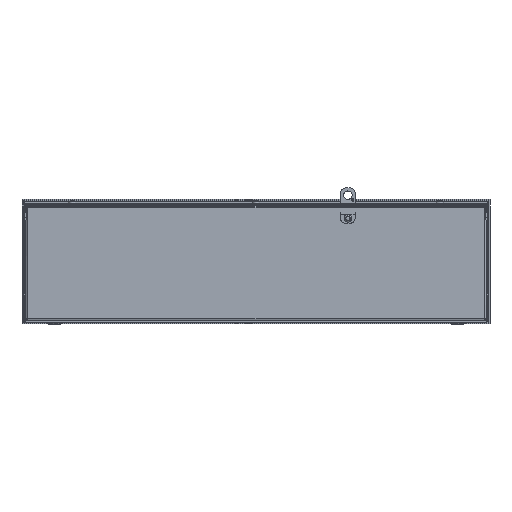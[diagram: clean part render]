
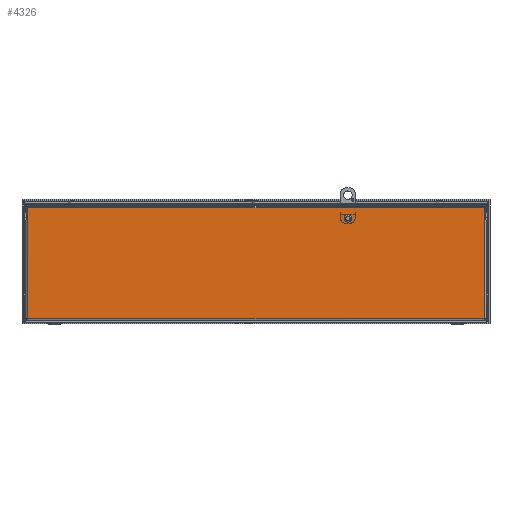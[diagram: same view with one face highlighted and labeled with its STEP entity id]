
A CAD part, front view. The second image highlights one B-rep face of the part: STEP entity #4326.
In plain terms, the highlighted planar face has unit normal (0, -1, 0).
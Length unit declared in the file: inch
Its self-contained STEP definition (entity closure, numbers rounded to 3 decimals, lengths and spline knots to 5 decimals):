
#11 = DIRECTION ( 'NONE',  ( 0., 1., 0. ) ) ;
#239 = EDGE_CURVE ( 'NONE', #9208, #9208, #1861, .T. ) ;
#586 = VERTEX_POINT ( 'NONE', #18494 ) ;
#1155 = CARTESIAN_POINT ( 'NONE',  ( 11.87913, -12., -0.35575 ) ) ;
#1861 = CIRCLE ( 'NONE', #15529, 0.1005 ) ;
#1977 = CARTESIAN_POINT ( 'NONE',  ( -5.93956, -12., -1.80313 ) ) ;
#2568 = EDGE_CURVE ( 'NONE', #6683, #19320, #12118, .T. ) ;
#2584 = CARTESIAN_POINT ( 'NONE',  ( -11.875, -12., 3.98637 ) ) ;
#2622 = VECTOR ( 'NONE', #19918, 39.37008 ) ;
#2635 = CARTESIAN_POINT ( 'NONE',  ( 11.875, -12., 2.28009 ) ) ;
#2792 = FACE_BOUND ( 'NONE', #5495, .T. ) ;
#3143 = LINE ( 'NONE', #3744, #17750 ) ;
#3283 = CARTESIAN_POINT ( 'NONE',  ( 11.875, -12., 3.98637 ) ) ;
#3351 = VECTOR ( 'NONE', #13901, 39.37008 ) ;
#3426 = ORIENTED_EDGE ( 'NONE', *, *, #8116, .T. ) ;
#3595 = DIRECTION ( 'NONE',  ( -0.5, 0., -0.866 ) ) ;
#3693 = DIRECTION ( 'NONE',  ( 1., 0., 0. ) ) ;
#3744 = CARTESIAN_POINT ( 'NONE',  ( 10.95994, -12., 5.0535 ) ) ;
#3756 = CARTESIAN_POINT ( 'NONE',  ( 4.78125, -12., 3.42387 ) ) ;
#4326 = ADVANCED_FACE ( 'NONE', ( #15762, #2792 ), #16882, .F. ) ;
#4485 = LINE ( 'NONE', #12096, #15302 ) ;
#4953 = ORIENTED_EDGE ( 'NONE', *, *, #11073, .T. ) ;
#4982 = CARTESIAN_POINT ( 'NONE',  ( 4.88175, -12., 3.42387 ) ) ;
#5495 = EDGE_LOOP ( 'NONE', ( #8043 ) ) ;
#6102 = LINE ( 'NONE', #2635, #2622 ) ;
#6501 = DIRECTION ( 'NONE',  ( 1., 0., 0. ) ) ;
#6591 = LINE ( 'NONE', #6862, #15519 ) ;
#6683 = VERTEX_POINT ( 'NONE', #3283 ) ;
#6862 = CARTESIAN_POINT ( 'NONE',  ( -11.875, -12., 2.59162 ) ) ;
#7152 = CARTESIAN_POINT ( 'NONE',  ( 11.87913, -12., -1.80313 ) ) ;
#7764 = VECTOR ( 'NONE', #3693, 39.37008 ) ;
#7928 = DIRECTION ( 'NONE',  ( 0., 0., 1. ) ) ;
#8043 = ORIENTED_EDGE ( 'NONE', *, *, #239, .T. ) ;
#8116 = EDGE_CURVE ( 'NONE', #15702, #17736, #15590, .T. ) ;
#8277 = CARTESIAN_POINT ( 'NONE',  ( -11.87913, -12., 3.46142 ) ) ;
#8450 = DIRECTION ( 'NONE',  ( 0., 1., 0. ) ) ;
#9208 = VERTEX_POINT ( 'NONE', #4982 ) ;
#9986 = CARTESIAN_POINT ( 'NONE',  ( 0., -12., 1.09162 ) ) ;
#10174 = DIRECTION ( 'NONE',  ( 0., 0., -1. ) ) ;
#10528 = EDGE_LOOP ( 'NONE', ( #16170, #19509, #16347, #21858, #4953, #3426, #19244, #19754 ) ) ;
#10634 = VERTEX_POINT ( 'NONE', #8277 ) ;
#11073 = EDGE_CURVE ( 'NONE', #586, #15702, #11796, .T. ) ;
#11301 = EDGE_CURVE ( 'NONE', #12219, #6683, #6102, .T. ) ;
#11796 = LINE ( 'NONE', #1977, #7764 ) ;
#11980 = LINE ( 'NONE', #17252, #3351 ) ;
#12096 = CARTESIAN_POINT ( 'NONE',  ( -10.90525, -12., 5.14822 ) ) ;
#12118 = LINE ( 'NONE', #12311, #21313 ) ;
#12219 = VERTEX_POINT ( 'NONE', #14431 ) ;
#12311 = CARTESIAN_POINT ( 'NONE',  ( 5.9375, -12., 3.98637 ) ) ;
#13901 = DIRECTION ( 'NONE',  ( 0., 0., -1. ) ) ;
#14431 = CARTESIAN_POINT ( 'NONE',  ( 11.875, -12., 3.46856 ) ) ;
#14502 = CARTESIAN_POINT ( 'NONE',  ( -11.875, -12., 3.46856 ) ) ;
#15302 = VECTOR ( 'NONE', #3595, 39.37008 ) ;
#15365 = EDGE_CURVE ( 'NONE', #19266, #10634, #4485, .T. ) ;
#15519 = VECTOR ( 'NONE', #10174, 39.37008 ) ;
#15529 = AXIS2_PLACEMENT_3D ( 'NONE', #3756, #11, #15841 ) ;
#15578 = DIRECTION ( 'NONE',  ( -1., 0., 0. ) ) ;
#15590 = LINE ( 'NONE', #1155, #19965 ) ;
#15702 = VERTEX_POINT ( 'NONE', #7152 ) ;
#15762 = FACE_OUTER_BOUND ( 'NONE', #10528, .T. ) ;
#15841 = DIRECTION ( 'NONE',  ( 1., 0., 0. ) ) ;
#16170 = ORIENTED_EDGE ( 'NONE', *, *, #2568, .T. ) ;
#16347 = ORIENTED_EDGE ( 'NONE', *, *, #15365, .T. ) ;
#16395 = CARTESIAN_POINT ( 'NONE',  ( 11.87913, -12., 3.46142 ) ) ;
#16882 = PLANE ( 'NONE',  #19403 ) ;
#17252 = CARTESIAN_POINT ( 'NONE',  ( -11.87913, -12., 2.27652 ) ) ;
#17736 = VERTEX_POINT ( 'NONE', #16395 ) ;
#17750 = VECTOR ( 'NONE', #20704, 39.37008 ) ;
#18494 = CARTESIAN_POINT ( 'NONE',  ( -11.87913, -12., -1.80313 ) ) ;
#19244 = ORIENTED_EDGE ( 'NONE', *, *, #21227, .T. ) ;
#19266 = VERTEX_POINT ( 'NONE', #14502 ) ;
#19320 = VERTEX_POINT ( 'NONE', #2584 ) ;
#19403 = AXIS2_PLACEMENT_3D ( 'NONE', #9986, #8450, #6501 ) ;
#19509 = ORIENTED_EDGE ( 'NONE', *, *, #19562, .T. ) ;
#19562 = EDGE_CURVE ( 'NONE', #19320, #19266, #6591, .T. ) ;
#19754 = ORIENTED_EDGE ( 'NONE', *, *, #11301, .T. ) ;
#19918 = DIRECTION ( 'NONE',  ( 0., 0., 1. ) ) ;
#19965 = VECTOR ( 'NONE', #7928, 39.37008 ) ;
#20704 = DIRECTION ( 'NONE',  ( -0.5, 0., 0.866 ) ) ;
#21227 = EDGE_CURVE ( 'NONE', #17736, #12219, #3143, .T. ) ;
#21313 = VECTOR ( 'NONE', #15578, 39.37008 ) ;
#21805 = EDGE_CURVE ( 'NONE', #10634, #586, #11980, .T. ) ;
#21858 = ORIENTED_EDGE ( 'NONE', *, *, #21805, .T. ) ;
